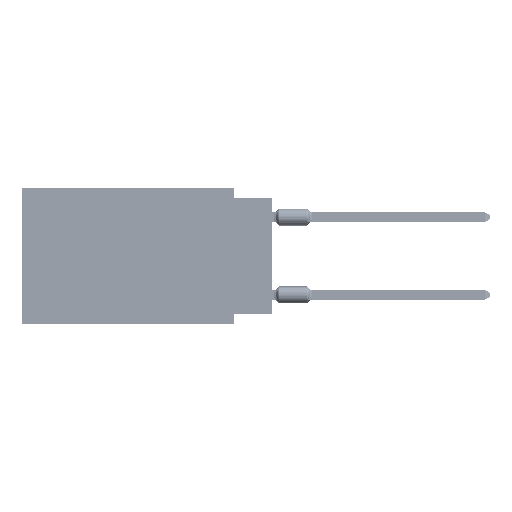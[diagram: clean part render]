
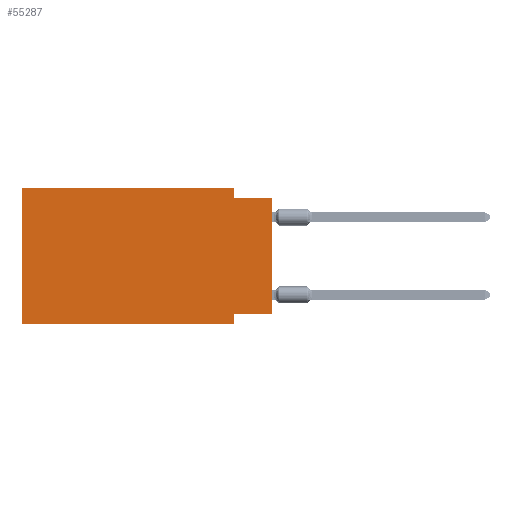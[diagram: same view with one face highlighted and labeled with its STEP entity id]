
A CAD part, left-side view. The second image highlights one B-rep face of the part: STEP entity #55287.
In plain terms, the highlighted planar face has unit normal (-1, 0, 0).
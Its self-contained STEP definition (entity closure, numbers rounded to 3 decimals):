
#525 = CARTESIAN_POINT ( 'NONE',  ( 0., 2.54, 0. ) ) ;
#1187 = CARTESIAN_POINT ( 'NONE',  ( 0., 0., -0.635 ) ) ;
#1903 = VECTOR ( 'NONE', #104384, 1000. ) ;
#3063 = ORIENTED_EDGE ( 'NONE', *, *, #30010, .F. ) ;
#3685 = DIRECTION ( 'NONE',  ( 0., 1., 0. ) ) ;
#4389 = LINE ( 'NONE', #54719, #7415 ) ;
#7100 = VECTOR ( 'NONE', #96064, 1000. ) ;
#7415 = VECTOR ( 'NONE', #46762, 1000. ) ;
#7885 = FACE_OUTER_BOUND ( 'NONE', #11158, .T. ) ;
#8471 = LINE ( 'NONE', #525, #1903 ) ;
#9936 = DIRECTION ( 'NONE',  ( 0., 0., -1. ) ) ;
#10948 = LINE ( 'NONE', #19953, #91683 ) ;
#11158 = EDGE_LOOP ( 'NONE', ( #32036, #35247, #3063, #25465, #29946, #54421, #77939, #38014 ) ) ;
#16054 = LINE ( 'NONE', #80185, #7100 ) ;
#16335 = LINE ( 'NONE', #59204, #59985 ) ;
#17089 = CARTESIAN_POINT ( 'NONE',  ( 0., 16.383, 0. ) ) ;
#19953 = CARTESIAN_POINT ( 'NONE',  ( 0., 0., 0. ) ) ;
#22471 = EDGE_CURVE ( 'NONE', #62679, #70918, #10948, .T. ) ;
#23487 = EDGE_CURVE ( 'NONE', #64990, #76363, #16335, .T. ) ;
#25465 = ORIENTED_EDGE ( 'NONE', *, *, #90809, .F. ) ;
#26187 = AXIS2_PLACEMENT_3D ( 'NONE', #48150, #55092, #48790 ) ;
#27296 = CARTESIAN_POINT ( 'NONE',  ( 0., 2.54, -0.635 ) ) ;
#29946 = ORIENTED_EDGE ( 'NONE', *, *, #65392, .F. ) ;
#30010 = EDGE_CURVE ( 'NONE', #63225, #98737, #8471, .T. ) ;
#30053 = VECTOR ( 'NONE', #3685, 1000. ) ;
#32036 = ORIENTED_EDGE ( 'NONE', *, *, #22471, .T. ) ;
#32354 = CARTESIAN_POINT ( 'NONE',  ( 0., 2.54, 0. ) ) ;
#34246 = VERTEX_POINT ( 'NONE', #75292 ) ;
#35247 = ORIENTED_EDGE ( 'NONE', *, *, #71847, .F. ) ;
#36518 = CARTESIAN_POINT ( 'NONE',  ( 0., 2.54, -8.255 ) ) ;
#38014 = ORIENTED_EDGE ( 'NONE', *, *, #59951, .F. ) ;
#41453 = LINE ( 'NONE', #1187, #63818 ) ;
#41972 = DIRECTION ( 'NONE',  ( 0., -1., 0. ) ) ;
#41992 = CARTESIAN_POINT ( 'NONE',  ( 0., 16.383, 0. ) ) ;
#46762 = DIRECTION ( 'NONE',  ( 0., -1., 0. ) ) ;
#47127 = PLANE ( 'NONE',  #26187 ) ;
#48150 = CARTESIAN_POINT ( 'NONE',  ( 0., 16.383, 0. ) ) ;
#48790 = DIRECTION ( 'NONE',  ( 0., 0., -1. ) ) ;
#54421 = ORIENTED_EDGE ( 'NONE', *, *, #83252, .T. ) ;
#54719 = CARTESIAN_POINT ( 'NONE',  ( 0., 16.383, -8.89 ) ) ;
#55092 = DIRECTION ( 'NONE',  ( 1., 0., 0. ) ) ;
#55287 = ADVANCED_FACE ( 'NONE', ( #7885 ), #47127, .F. ) ;
#58666 = VECTOR ( 'NONE', #73817, 1000. ) ;
#59204 = CARTESIAN_POINT ( 'NONE',  ( 0., 2.54, -8.89 ) ) ;
#59951 = EDGE_CURVE ( 'NONE', #62679, #64990, #98150, .T. ) ;
#59985 = VECTOR ( 'NONE', #9936, 1000. ) ;
#60390 = CARTESIAN_POINT ( 'NONE',  ( 0., 0., -8.255 ) ) ;
#62679 = VERTEX_POINT ( 'NONE', #68995 ) ;
#63225 = VERTEX_POINT ( 'NONE', #32354 ) ;
#63818 = VECTOR ( 'NONE', #41972, 1000. ) ;
#64990 = VERTEX_POINT ( 'NONE', #36518 ) ;
#65392 = EDGE_CURVE ( 'NONE', #34246, #65534, #16054, .T. ) ;
#65534 = VERTEX_POINT ( 'NONE', #17089 ) ;
#68995 = CARTESIAN_POINT ( 'NONE',  ( 0., 0., -8.255 ) ) ;
#70918 = VERTEX_POINT ( 'NONE', #97736 ) ;
#71847 = EDGE_CURVE ( 'NONE', #98737, #70918, #41453, .T. ) ;
#73817 = DIRECTION ( 'NONE',  ( 0., -1., 0. ) ) ;
#75292 = CARTESIAN_POINT ( 'NONE',  ( 0., 16.383, -8.89 ) ) ;
#76363 = VERTEX_POINT ( 'NONE', #87147 ) ;
#77939 = ORIENTED_EDGE ( 'NONE', *, *, #23487, .F. ) ;
#80185 = CARTESIAN_POINT ( 'NONE',  ( 0., 16.383, 0. ) ) ;
#83252 = EDGE_CURVE ( 'NONE', #34246, #76363, #4389, .T. ) ;
#87147 = CARTESIAN_POINT ( 'NONE',  ( 0., 2.54, -8.89 ) ) ;
#90809 = EDGE_CURVE ( 'NONE', #65534, #63225, #99181, .T. ) ;
#91683 = VECTOR ( 'NONE', #93584, 1000. ) ;
#93584 = DIRECTION ( 'NONE',  ( 0., 0., 1. ) ) ;
#96064 = DIRECTION ( 'NONE',  ( 0., 0., 1. ) ) ;
#97736 = CARTESIAN_POINT ( 'NONE',  ( 0., 0., -0.635 ) ) ;
#98150 = LINE ( 'NONE', #60390, #30053 ) ;
#98737 = VERTEX_POINT ( 'NONE', #27296 ) ;
#99181 = LINE ( 'NONE', #41992, #58666 ) ;
#104384 = DIRECTION ( 'NONE',  ( 0., 0., -1. ) ) ;
